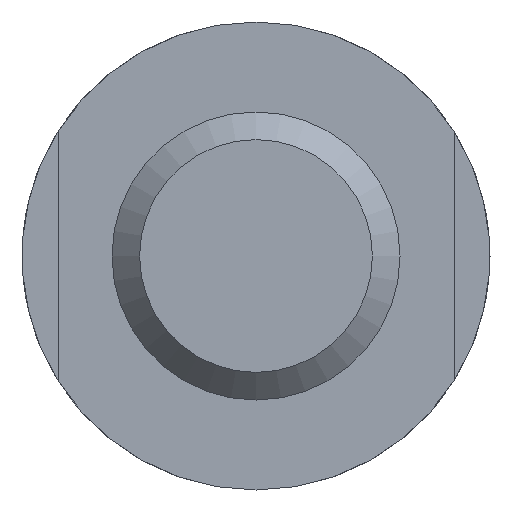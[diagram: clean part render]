
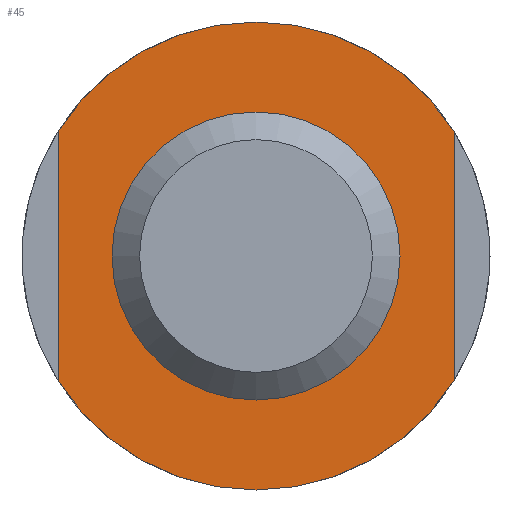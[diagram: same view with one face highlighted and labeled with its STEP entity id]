
A CAD part, front view. The second image highlights one B-rep face of the part: STEP entity #45.
In plain terms, the highlighted planar face has unit normal (0, -1, 0).
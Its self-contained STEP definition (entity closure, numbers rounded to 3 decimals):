
#45 = ADVANCED_FACE( '', ( #97, #98 ), #99, .F. );
#97 = FACE_BOUND( '', #158, .T. );
#98 = FACE_OUTER_BOUND( '', #159, .T. );
#99 = PLANE( '', #160 );
#158 = EDGE_LOOP( '', ( #220 ) );
#159 = EDGE_LOOP( '', ( #221, #222, #223, #224 ) );
#160 = AXIS2_PLACEMENT_3D( '', #225, #226, #227 );
#220 = ORIENTED_EDGE( '', *, *, #313, .F. );
#221 = ORIENTED_EDGE( '', *, *, #314, .F. );
#222 = ORIENTED_EDGE( '', *, *, #315, .T. );
#223 = ORIENTED_EDGE( '', *, *, #316, .F. );
#224 = ORIENTED_EDGE( '', *, *, #317, .T. );
#225 = CARTESIAN_POINT( '', ( 6.5, 8., 0. ) );
#226 = DIRECTION( '', ( 0., 1., 0. ) );
#227 = DIRECTION( '', ( 0., 0., 1. ) );
#313 = EDGE_CURVE( '', #355, #355, #356, .T. );
#314 = EDGE_CURVE( '', #357, #358, #359, .T. );
#315 = EDGE_CURVE( '', #357, #360, #361, .T. );
#316 = EDGE_CURVE( '', #362, #360, #363, .T. );
#317 = EDGE_CURVE( '', #362, #358, #364, .T. );
#355 = VERTEX_POINT( '', #409 );
#356 = CIRCLE( '', #410, 3.233 );
#357 = VERTEX_POINT( '', #411 );
#358 = VERTEX_POINT( '', #412 );
#359 = LINE( '', #413, #414 );
#360 = VERTEX_POINT( '', #415 );
#361 = CIRCLE( '', #416, 6.5 );
#362 = VERTEX_POINT( '', #417 );
#363 = LINE( '', #418, #419 );
#364 = CIRCLE( '', #420, 6.5 );
#409 = CARTESIAN_POINT( '', ( 0., 8., -3.233 ) );
#410 = AXIS2_PLACEMENT_3D( '', #469, #470, #471 );
#411 = CARTESIAN_POINT( '', ( 5.5, 8., 3.464 ) );
#412 = CARTESIAN_POINT( '', ( 5.5, 8., -3.464 ) );
#413 = CARTESIAN_POINT( '', ( 5.5, 8., 0. ) );
#414 = VECTOR( '', #472, 1000. );
#415 = CARTESIAN_POINT( '', ( -5.5, 8., 3.464 ) );
#416 = AXIS2_PLACEMENT_3D( '', #473, #474, #475 );
#417 = CARTESIAN_POINT( '', ( -5.5, 8., -3.464 ) );
#418 = CARTESIAN_POINT( '', ( -5.5, 8., 0. ) );
#419 = VECTOR( '', #476, 1000. );
#420 = AXIS2_PLACEMENT_3D( '', #477, #478, #479 );
#469 = CARTESIAN_POINT( '', ( 0., 8., 0. ) );
#470 = DIRECTION( '', ( 0., -1., 0. ) );
#471 = DIRECTION( '', ( 0., 0., -1. ) );
#472 = DIRECTION( '', ( 0., 0., -1. ) );
#473 = CARTESIAN_POINT( '', ( 0., 8., 0. ) );
#474 = DIRECTION( '', ( 0., -1., 0. ) );
#475 = DIRECTION( '', ( 0., 0., -1. ) );
#476 = DIRECTION( '', ( 0., 0., 1. ) );
#477 = CARTESIAN_POINT( '', ( 0., 8., 0. ) );
#478 = DIRECTION( '', ( 0., -1., 0. ) );
#479 = DIRECTION( '', ( 0., 0., -1. ) );
